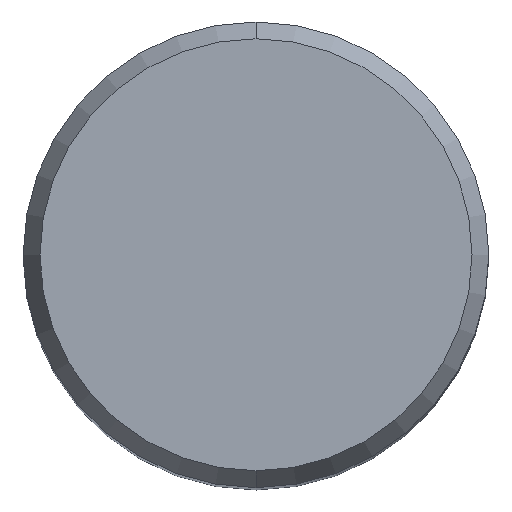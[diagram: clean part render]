
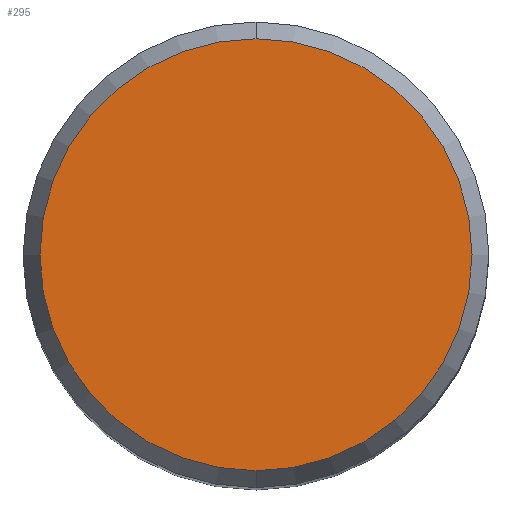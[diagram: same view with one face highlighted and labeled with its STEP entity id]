
A CAD part, top view. The second image highlights one B-rep face of the part: STEP entity #295.
In plain terms, the highlighted planar face has unit normal (0, 0, 1).
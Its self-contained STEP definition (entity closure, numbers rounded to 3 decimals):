
#193=VERTEX_POINT('',#488);
#243=VERTEX_POINT('',#541);
#279=EDGE_CURVE('',#193,#243,#580,.T.);
#295=ADVANCED_FACE('',(#598),#599,.T.);
#315=EDGE_CURVE('',#243,#193,#620,.T.);
#488=CARTESIAN_POINT('',(0.0,7.423,0.0));
#541=CARTESIAN_POINT('',(0.,-7.423,0.0));
#580=CIRCLE('',#1051,7.423);
#598=FACE_OUTER_BOUND('',#1071,.T.);
#599=PLANE('',#1072);
#620=CIRCLE('',#1121,7.423);
#1051=AXIS2_PLACEMENT_3D('',#1557,#1558,#1559);
#1071=EDGE_LOOP('',(#1578,#1579));
#1072=AXIS2_PLACEMENT_3D('',#1580,#1581,#1582);
#1121=AXIS2_PLACEMENT_3D('',#1603,#1604,#1605);
#1557=CARTESIAN_POINT('',(0.0,0.0,0.0));
#1558=DIRECTION('',(0.0,0.0,-1.0));
#1559=DIRECTION('',(0.0,1.0,0.0));
#1578=ORIENTED_EDGE('',*,*,#279,.F.);
#1579=ORIENTED_EDGE('',*,*,#315,.F.);
#1580=CARTESIAN_POINT('',(0.0,3.711,0.0));
#1581=DIRECTION('',(-0.0,0.0,1.0));
#1582=DIRECTION('',(0.0,-1.0,0.0));
#1603=CARTESIAN_POINT('',(0.0,0.0,0.0));
#1604=DIRECTION('',(0.0,0.0,-1.0));
#1605=DIRECTION('',(0.0,1.0,0.0));
